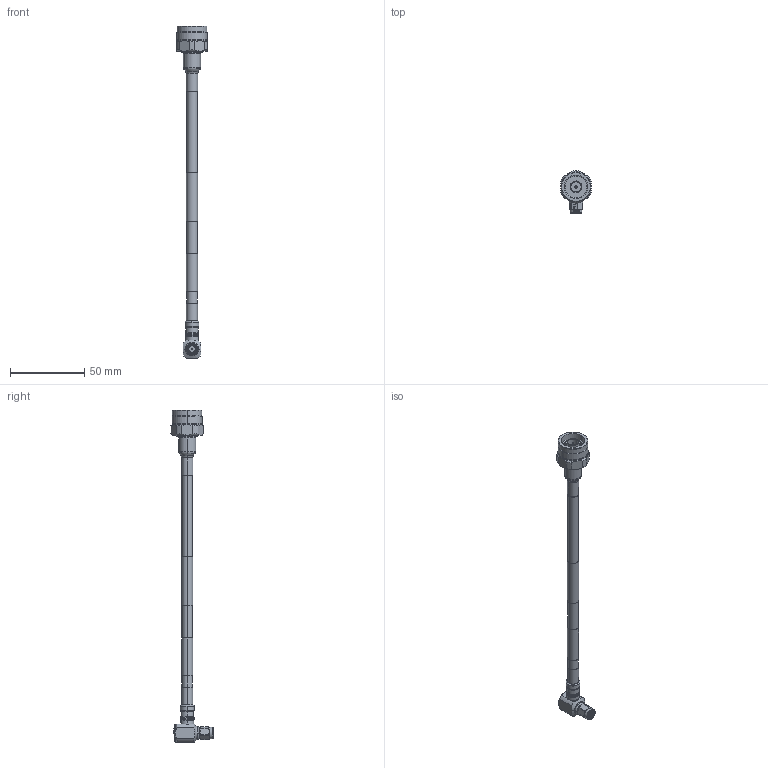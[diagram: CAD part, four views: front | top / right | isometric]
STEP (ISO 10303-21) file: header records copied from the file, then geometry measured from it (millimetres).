
FILE_DESCRIPTION (( 'STEP AP214' ), '1' );
FILE_NAME ('LCCA31034.step', '2022-10-04T19:17:32', ( '' ), ( '' ), 'SwSTEP 2.0', 'SolidWorks 2021', '' );
FILE_SCHEMA (( 'AUTOMOTIVE_DESIGN' ));
Length unit declared in the file: inch
Products named in the file (4):  SPP-250-LLPL ^LCCA31034_SPP-250-LLPL; LCCA31034; TC-250-SM-RA-LP-LC^LCCA31034; TC-250-NM-LP^LCCA31034
Assembly tree (3 placements, depth 2):
  LCCA31034
     SPP-250-LLPL ^LCCA31034_SPP-250-LLPL
    TC-250-NM-LP^LCCA31034
    TC-250-SM-RA-LP-LC^LCCA31034
Bounding box: 20.6 x 28.32 x 223.19 mm (x, y, z)
Volume: 13649.6 mm3; surface area: 11798.1 mm2
Topology: 7 solids, 7 shells, 347 faces, 758 edges, 447 vertices
Faces by surface type: cylinder 129, cone 118, plane 64, torus 30, bspline 4, sphere 2
Entity records: 11978 total; most frequent: CARTESIAN_POINT 2329, DIRECTION 1797, ORIENTED_EDGE 1508, AXIS2_PLACEMENT_3D 761, EDGE_CURVE 754, VERTEX_POINT 447, CIRCLE 412, EDGE_LOOP 383
